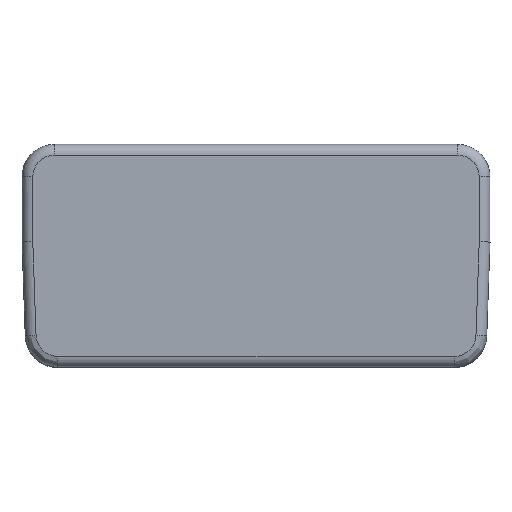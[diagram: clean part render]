
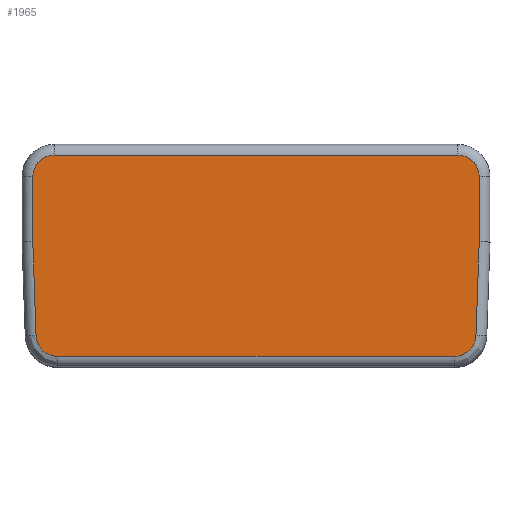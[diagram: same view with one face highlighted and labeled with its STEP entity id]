
A CAD part, top view. The second image highlights one B-rep face of the part: STEP entity #1965.
In plain terms, the highlighted planar face has unit normal (0, 0, 1).
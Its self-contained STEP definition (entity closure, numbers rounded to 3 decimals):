
#2=DIRECTION('',(0.,1.,0.));
#3=VECTOR('',#2,6.043);
#4=CARTESIAN_POINT('',(26.558,7.517,29.));
#5=LINE('',#4,#3);
#6=DIRECTION('',(0.035,0.999,0.));
#7=VECTOR('',#6,8.693);
#8=CARTESIAN_POINT('',(26.255,-1.17,29.));
#9=LINE('',#8,#7);
#10=CARTESIAN_POINT('',(24.256,-3.1,29.));
#11=CARTESIAN_POINT('',(24.43,-3.1,29.));
#12=CARTESIAN_POINT('',(24.766,-3.056,29.));
#13=CARTESIAN_POINT('',(25.247,-2.863,29.));
#14=CARTESIAN_POINT('',(25.661,-2.554,29.));
#15=CARTESIAN_POINT('',(25.984,-2.152,29.));
#16=CARTESIAN_POINT('',(26.193,-1.678,29.));
#17=CARTESIAN_POINT('',(26.249,-1.344,29.));
#18=CARTESIAN_POINT('',(26.255,-1.17,29.));
#20=DIRECTION('',(1.,0.,0.));
#21=VECTOR('',#20,36.805);
#22=CARTESIAN_POINT('',(-12.549,-3.1,29.));
#23=LINE('',#22,#21);
#24=CARTESIAN_POINT('',(-14.548,-1.17,29.));
#25=CARTESIAN_POINT('',(-14.542,-1.344,29.));
#26=CARTESIAN_POINT('',(-14.487,-1.678,29.));
#27=CARTESIAN_POINT('',(-14.277,-2.152,29.));
#28=CARTESIAN_POINT('',(-13.954,-2.555,29.));
#29=CARTESIAN_POINT('',(-13.54,-2.863,29.));
#30=CARTESIAN_POINT('',(-13.059,-3.056,29.));
#31=CARTESIAN_POINT('',(-12.723,-3.1,29.));
#32=CARTESIAN_POINT('',(-12.549,-3.1,29.));
#34=DIRECTION('',(0.035,-0.999,0.));
#35=VECTOR('',#34,8.693);
#36=CARTESIAN_POINT('',(-14.852,7.517,29.));
#37=LINE('',#36,#35);
#38=DIRECTION('',(0.,-1.,0.));
#39=VECTOR('',#38,6.043);
#40=CARTESIAN_POINT('',(-14.851,13.56,29.));
#41=LINE('',#40,#39);
#42=CARTESIAN_POINT('',(-12.851,13.56,29.));
#43=DIRECTION('',(0.,0.,1.));
#44=DIRECTION('',(0.,1.,0.));
#45=AXIS2_PLACEMENT_3D('',#42,#43,#44);
#47=DIRECTION('',(-1.,0.,0.));
#48=VECTOR('',#47,37.409);
#49=CARTESIAN_POINT('',(24.558,15.56,29.));
#50=LINE('',#49,#48);
#51=CARTESIAN_POINT('',(24.558,13.56,29.));
#52=DIRECTION('',(0.,0.,1.));
#53=DIRECTION('',(1.,0.,0.));
#54=AXIS2_PLACEMENT_3D('',#51,#52,#53);
#1662=CARTESIAN_POINT('',(26.558,7.517,29.));
#1663=CARTESIAN_POINT('',(26.558,13.56,29.));
#1664=VERTEX_POINT('',#1662);
#1665=VERTEX_POINT('',#1663);
#1670=CARTESIAN_POINT('',(24.558,15.56,29.));
#1671=VERTEX_POINT('',#1670);
#1674=CARTESIAN_POINT('',(-12.851,15.56,29.));
#1675=VERTEX_POINT('',#1674);
#1678=CARTESIAN_POINT('',(-14.851,13.56,29.));
#1679=VERTEX_POINT('',#1678);
#1684=CARTESIAN_POINT('',(-14.852,7.517,29.));
#1685=VERTEX_POINT('',#1684);
#1688=CARTESIAN_POINT('',(26.255,-1.17,29.));
#1689=VERTEX_POINT('',#1688);
#1690=VERTEX_POINT('',#10);
#1692=CARTESIAN_POINT('',(-12.549,-3.1,
29.));
#1693=VERTEX_POINT('',#1692);
#1696=VERTEX_POINT('',#24);
#1938=CARTESIAN_POINT('',(0.,0.,29.));
#1939=DIRECTION('',(0.,0.,1.));
#1940=DIRECTION('',(1.,0.,0.));
#1941=AXIS2_PLACEMENT_3D('',#1938,#1939,#1940);
#1942=PLANE('',#1941);
#1944=ORIENTED_EDGE('',*,*,#1943,.F.);
#1946=ORIENTED_EDGE('',*,*,#1945,.F.);
#1948=ORIENTED_EDGE('',*,*,#1947,.F.);
#1950=ORIENTED_EDGE('',*,*,#1949,.F.);
#1952=ORIENTED_EDGE('',*,*,#1951,.F.);
#1954=ORIENTED_EDGE('',*,*,#1953,.F.);
#1956=ORIENTED_EDGE('',*,*,#1955,.F.);
#1958=ORIENTED_EDGE('',*,*,#1957,.F.);
#1960=ORIENTED_EDGE('',*,*,#1959,.F.);
#1962=ORIENTED_EDGE('',*,*,#1961,.F.);
#1963=EDGE_LOOP('',(#1944,#1946,#1948,#1950,#1952,#1954,#1956,#1958,#1960,
#1962));
#1964=FACE_OUTER_BOUND('',#1963,.F.);
#1965=ADVANCED_FACE('',(#1964),#1942,.T.);
#19=B_SPLINE_CURVE_WITH_KNOTS('',3,(#10,#11,#12,#13,#14,#15,#16,#17,#18),
.UNSPECIFIED.,.F.,.F.,(4,1,1,1,1,1,4),(0.,0.167,0.333,
0.5,0.667,0.833,1.),.UNSPECIFIED.);
#33=B_SPLINE_CURVE_WITH_KNOTS('',3,(#24,#25,#26,#27,#28,#29,#30,#31,#32),
.UNSPECIFIED.,.F.,.F.,(4,1,1,1,1,1,4),(0.,0.167,0.333,
0.5,0.667,0.833,1.),.UNSPECIFIED.);
#46=CIRCLE('',#45,2.);
#55=CIRCLE('',#54,2.);
#1943=EDGE_CURVE('',#1664,#1665,#5,.T.);
#1945=EDGE_CURVE('',#1689,#1664,#9,.T.);
#1947=EDGE_CURVE('',#1690,#1689,#19,.T.);
#1949=EDGE_CURVE('',#1693,#1690,#23,.T.);
#1951=EDGE_CURVE('',#1696,#1693,#33,.T.);
#1953=EDGE_CURVE('',#1685,#1696,#37,.T.);
#1955=EDGE_CURVE('',#1679,#1685,#41,.T.);
#1957=EDGE_CURVE('',#1675,#1679,#46,.T.);
#1959=EDGE_CURVE('',#1671,#1675,#50,.T.);
#1961=EDGE_CURVE('',#1665,#1671,#55,.T.);
